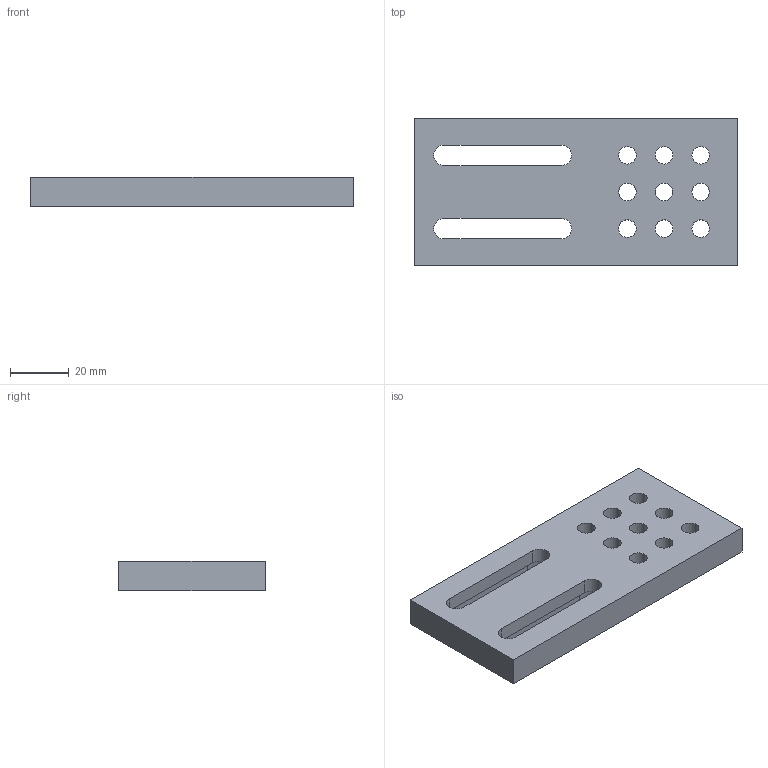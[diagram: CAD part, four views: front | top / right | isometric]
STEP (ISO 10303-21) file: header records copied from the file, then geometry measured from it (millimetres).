
FILE_DESCRIPTION(('STEP AP203'),'1');
FILE_NAME('tecteur.stp','2018-06-07T14:48:06',(' '),(' '),'Spatial InterOp 3D',' ',' ');
FILE_SCHEMA(('CONFIG_CONTROL_DESIGN'));
Length unit declared in the file: millimetre
Products named in the file (1): 1
Bounding box: 110 x 50 x 10 mm (x, y, z)
Volume: 43339.5 mm3; surface area: 16310.5 mm2
Topology: 1 solids, 1 shells, 33 faces, 87 edges, 58 vertices
Faces by surface type: cylinder 17, plane 16
Full cylindrical faces by diameter (mm): 6 x9
Entity records: 1078 total; most frequent: DIRECTION 180, CARTESIAN_POINT 170, ORIENTED_EDGE 156, EDGE_CURVE 78, AXIS2_PLACEMENT_3D 68, EDGE_LOOP 66, VERTEX_POINT 58, LINE 44
